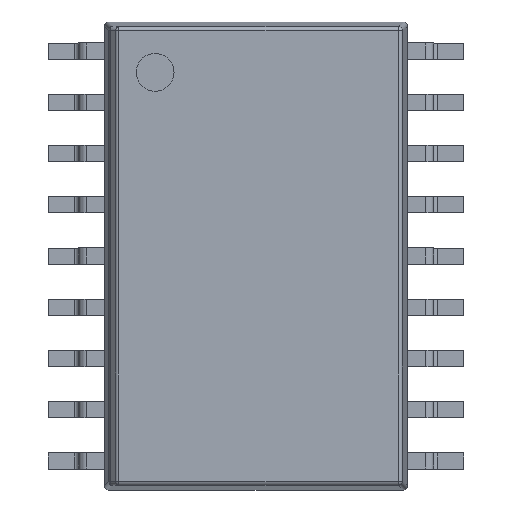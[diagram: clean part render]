
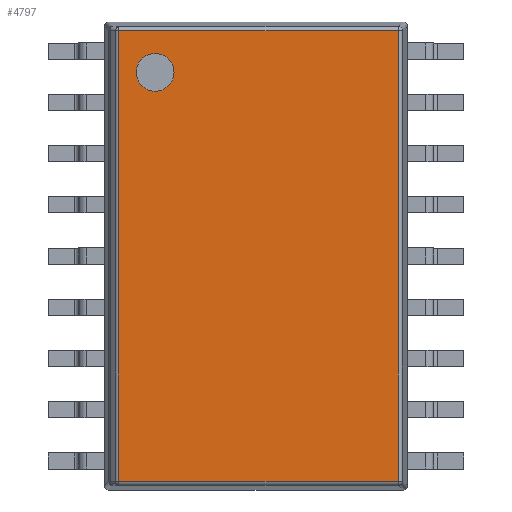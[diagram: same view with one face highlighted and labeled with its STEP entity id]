
A CAD part, top view. The second image highlights one B-rep face of the part: STEP entity #4797.
In plain terms, the highlighted planar face has unit normal (0, 0, 1).
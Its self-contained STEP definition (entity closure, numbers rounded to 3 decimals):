
#3952 = CYLINDRICAL_SURFACE('',#3953,0.1);
#3953 = AXIS2_PLACEMENT_3D('',#3954,#3955,#3956);
#3954 = CARTESIAN_POINT('',(0.3,11.381,2.55));
#3955 = DIRECTION('',(1.,0.,0.));
#3956 = DIRECTION('',(-0.,0.995,0.105));
#4153 = CYLINDRICAL_SURFACE('',#4154,0.1);
#4154 = AXIS2_PLACEMENT_3D('',#4155,#4156,#4157);
#4155 = CARTESIAN_POINT('',(0.3,0.219,2.55));
#4156 = DIRECTION('',(1.,-0.,0.));
#4157 = DIRECTION('',(-0.,-0.995,0.105));
#4254 = CYLINDRICAL_SURFACE('',#4255,0.1);
#4255 = AXIS2_PLACEMENT_3D('',#4256,#4257,#4258);
#4256 = CARTESIAN_POINT('',(0.341,0.129,2.55));
#4257 = DIRECTION('',(0.,1.,0.));
#4258 = DIRECTION('',(-0.707,0.,0.707));
#4415 = VERTEX_POINT('',#4416);
#4416 = CARTESIAN_POINT('',(0.341,11.381,2.65));
#4449 = EDGE_CURVE('',#4415,#4450,#4452,.T.);
#4450 = VERTEX_POINT('',#4451);
#4451 = CARTESIAN_POINT('',(7.281,11.381,2.65));
#4452 = SURFACE_CURVE('',#4453,(#4457,#4464),.PCURVE_S1.);
#4453 = LINE('',#4454,#4455);
#4454 = CARTESIAN_POINT('',(0.3,11.381,2.65));
#4455 = VECTOR('',#4456,1.);
#4456 = DIRECTION('',(1.,0.,0.));
#4457 = PCURVE('',#3952,#4458);
#4458 = DEFINITIONAL_REPRESENTATION('',(#4459),#4463);
#4459 = LINE('',#4460,#4461);
#4460 = CARTESIAN_POINT('',(1.466,0.));
#4461 = VECTOR('',#4462,1.);
#4462 = DIRECTION('',(0.,1.));
#4463 = ( GEOMETRIC_REPRESENTATION_CONTEXT(2) 
PARAMETRIC_REPRESENTATION_CONTEXT() REPRESENTATION_CONTEXT('2D SPACE',''
  ) );
#4464 = PCURVE('',#4465,#4470);
#4465 = PLANE('',#4466);
#4466 = AXIS2_PLACEMENT_3D('',#4467,#4468,#4469);
#4467 = CARTESIAN_POINT('',(0.,0.,2.65));
#4468 = DIRECTION('',(0.,0.,1.));
#4469 = DIRECTION('',(1.,0.,-0.));
#4470 = DEFINITIONAL_REPRESENTATION('',(#4471),#4475);
#4471 = LINE('',#4472,#4473);
#4472 = CARTESIAN_POINT('',(0.3,11.381));
#4473 = VECTOR('',#4474,1.);
#4474 = DIRECTION('',(1.,0.));
#4475 = ( GEOMETRIC_REPRESENTATION_CONTEXT(2) 
PARAMETRIC_REPRESENTATION_CONTEXT() REPRESENTATION_CONTEXT('2D SPACE',''
  ) );
#4593 = VERTEX_POINT('',#4594);
#4594 = CARTESIAN_POINT('',(0.341,0.219,2.65));
#4627 = EDGE_CURVE('',#4593,#4628,#4630,.T.);
#4628 = VERTEX_POINT('',#4629);
#4629 = CARTESIAN_POINT('',(7.281,0.219,2.65));
#4630 = SURFACE_CURVE('',#4631,(#4635,#4642),.PCURVE_S1.);
#4631 = LINE('',#4632,#4633);
#4632 = CARTESIAN_POINT('',(0.3,0.219,2.65));
#4633 = VECTOR('',#4634,1.);
#4634 = DIRECTION('',(1.,-0.,0.));
#4635 = PCURVE('',#4153,#4636);
#4636 = DEFINITIONAL_REPRESENTATION('',(#4637),#4641);
#4637 = LINE('',#4638,#4639);
#4638 = CARTESIAN_POINT('',(-1.466,0.));
#4639 = VECTOR('',#4640,1.);
#4640 = DIRECTION('',(-0.,1.));
#4641 = ( GEOMETRIC_REPRESENTATION_CONTEXT(2) 
PARAMETRIC_REPRESENTATION_CONTEXT() REPRESENTATION_CONTEXT('2D SPACE',''
  ) );
#4642 = PCURVE('',#4465,#4643);
#4643 = DEFINITIONAL_REPRESENTATION('',(#4644),#4648);
#4644 = LINE('',#4645,#4646);
#4645 = CARTESIAN_POINT('',(0.3,0.219));
#4646 = VECTOR('',#4647,1.);
#4647 = DIRECTION('',(1.,0.));
#4648 = ( GEOMETRIC_REPRESENTATION_CONTEXT(2) 
PARAMETRIC_REPRESENTATION_CONTEXT() REPRESENTATION_CONTEXT('2D SPACE',''
  ) );
#4693 = EDGE_CURVE('',#4593,#4415,#4694,.T.);
#4694 = SURFACE_CURVE('',#4695,(#4699,#4706),.PCURVE_S1.);
#4695 = LINE('',#4696,#4697);
#4696 = CARTESIAN_POINT('',(0.341,0.129,2.65));
#4697 = VECTOR('',#4698,1.);
#4698 = DIRECTION('',(0.,1.,0.));
#4699 = PCURVE('',#4254,#4700);
#4700 = DEFINITIONAL_REPRESENTATION('',(#4701),#4705);
#4701 = LINE('',#4702,#4703);
#4702 = CARTESIAN_POINT('',(0.785,0.));
#4703 = VECTOR('',#4704,1.);
#4704 = DIRECTION('',(0.,1.));
#4705 = ( GEOMETRIC_REPRESENTATION_CONTEXT(2) 
PARAMETRIC_REPRESENTATION_CONTEXT() REPRESENTATION_CONTEXT('2D SPACE',''
  ) );
#4706 = PCURVE('',#4465,#4707);
#4707 = DEFINITIONAL_REPRESENTATION('',(#4708),#4712);
#4708 = LINE('',#4709,#4710);
#4709 = CARTESIAN_POINT('',(0.341,0.129));
#4710 = VECTOR('',#4711,1.);
#4711 = DIRECTION('',(0.,1.));
#4712 = ( GEOMETRIC_REPRESENTATION_CONTEXT(2) 
PARAMETRIC_REPRESENTATION_CONTEXT() REPRESENTATION_CONTEXT('2D SPACE',''
  ) );
#4754 = CYLINDRICAL_SURFACE('',#4755,0.1);
#4755 = AXIS2_PLACEMENT_3D('',#4756,#4757,#4758);
#4756 = CARTESIAN_POINT('',(7.281,0.129,2.55));
#4757 = DIRECTION('',(0.,1.,-0.));
#4758 = DIRECTION('',(0.995,0.,0.105));
#4797 = ADVANCED_FACE('',(#4798,#4824),#4465,.T.);
#4798 = FACE_BOUND('',#4799,.T.);
#4799 = EDGE_LOOP('',(#4800,#4801,#4802,#4803));
#4800 = ORIENTED_EDGE('',*,*,#4449,.F.);
#4801 = ORIENTED_EDGE('',*,*,#4693,.F.);
#4802 = ORIENTED_EDGE('',*,*,#4627,.T.);
#4803 = ORIENTED_EDGE('',*,*,#4804,.T.);
#4804 = EDGE_CURVE('',#4628,#4450,#4805,.T.);
#4805 = SURFACE_CURVE('',#4806,(#4810,#4817),.PCURVE_S1.);
#4806 = LINE('',#4807,#4808);
#4807 = CARTESIAN_POINT('',(7.281,0.129,2.65));
#4808 = VECTOR('',#4809,1.);
#4809 = DIRECTION('',(0.,1.,-0.));
#4810 = PCURVE('',#4465,#4811);
#4811 = DEFINITIONAL_REPRESENTATION('',(#4812),#4816);
#4812 = LINE('',#4813,#4814);
#4813 = CARTESIAN_POINT('',(7.281,0.129));
#4814 = VECTOR('',#4815,1.);
#4815 = DIRECTION('',(0.,1.));
#4816 = ( GEOMETRIC_REPRESENTATION_CONTEXT(2) 
PARAMETRIC_REPRESENTATION_CONTEXT() REPRESENTATION_CONTEXT('2D SPACE',''
  ) );
#4817 = PCURVE('',#4754,#4818);
#4818 = DEFINITIONAL_REPRESENTATION('',(#4819),#4823);
#4819 = LINE('',#4820,#4821);
#4820 = CARTESIAN_POINT('',(-1.466,0.));
#4821 = VECTOR('',#4822,1.);
#4822 = DIRECTION('',(-0.,1.));
#4823 = ( GEOMETRIC_REPRESENTATION_CONTEXT(2) 
PARAMETRIC_REPRESENTATION_CONTEXT() REPRESENTATION_CONTEXT('2D SPACE',''
  ) );
#4824 = FACE_BOUND('',#4825,.T.);
#4825 = EDGE_LOOP('',(#4826));
#4826 = ORIENTED_EDGE('',*,*,#4827,.F.);
#4827 = EDGE_CURVE('',#4828,#4828,#4830,.T.);
#4828 = VERTEX_POINT('',#4829);
#4829 = CARTESIAN_POINT('',(1.719,10.35,2.65));
#4830 = SURFACE_CURVE('',#4831,(#4836,#4843),.PCURVE_S1.);
#4831 = CIRCLE('',#4832,0.469);
#4832 = AXIS2_PLACEMENT_3D('',#4833,#4834,#4835);
#4833 = CARTESIAN_POINT('',(1.25,10.35,2.65));
#4834 = DIRECTION('',(0.,0.,1.));
#4835 = DIRECTION('',(1.,0.,-0.));
#4836 = PCURVE('',#4465,#4837);
#4837 = DEFINITIONAL_REPRESENTATION('',(#4838),#4842);
#4838 = CIRCLE('',#4839,0.469);
#4839 = AXIS2_PLACEMENT_2D('',#4840,#4841);
#4840 = CARTESIAN_POINT('',(1.25,10.35));
#4841 = DIRECTION('',(1.,0.));
#4842 = ( GEOMETRIC_REPRESENTATION_CONTEXT(2) 
PARAMETRIC_REPRESENTATION_CONTEXT() REPRESENTATION_CONTEXT('2D SPACE',''
  ) );
#4843 = PCURVE('',#4844,#4849);
#4844 = CYLINDRICAL_SURFACE('',#4845,0.469);
#4845 = AXIS2_PLACEMENT_3D('',#4846,#4847,#4848);
#4846 = CARTESIAN_POINT('',(1.25,10.35,2.55));
#4847 = DIRECTION('',(0.,0.,1.));
#4848 = DIRECTION('',(1.,0.,-0.));
#4849 = DEFINITIONAL_REPRESENTATION('',(#4850),#4854);
#4850 = LINE('',#4851,#4852);
#4851 = CARTESIAN_POINT('',(0.,0.1));
#4852 = VECTOR('',#4853,1.);
#4853 = DIRECTION('',(1.,0.));
#4854 = ( GEOMETRIC_REPRESENTATION_CONTEXT(2) 
PARAMETRIC_REPRESENTATION_CONTEXT() REPRESENTATION_CONTEXT('2D SPACE',''
  ) );
